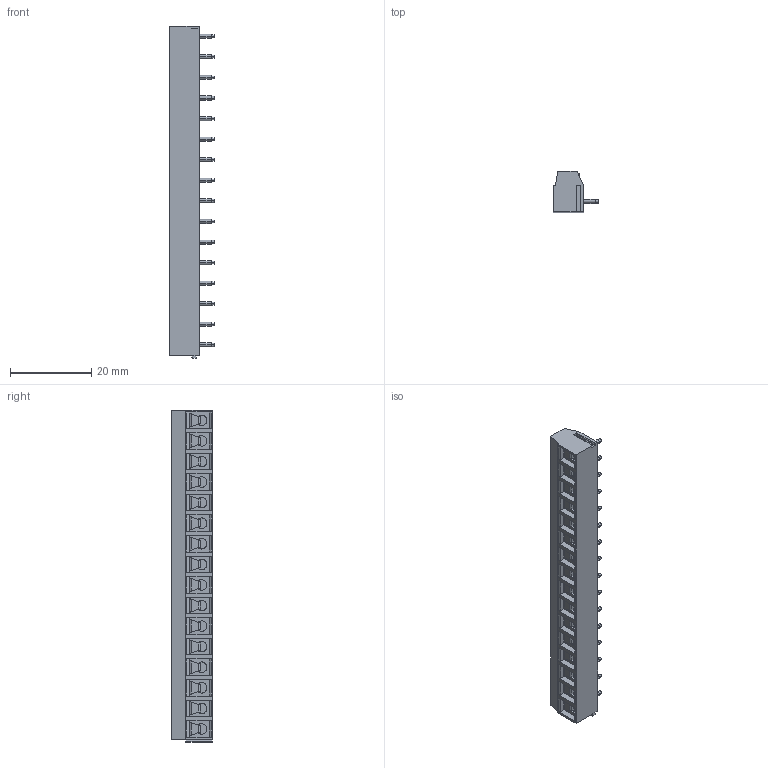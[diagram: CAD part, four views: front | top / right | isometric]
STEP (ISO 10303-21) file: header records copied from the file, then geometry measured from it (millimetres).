
FILE_DESCRIPTION((''),'2;1');
FILE_NAME('TL301R','2024-12-11T',('yanfa'),(''),'PRO/ENGINEER BY PARAMETRIC TECHNOLOGY CORPORATION, 2009280','PRO/ENGINEER BY PARAMETRIC TECHNOLOGY CORPORATION, 2009280','');
FILE_SCHEMA(('AUTOMOTIVE_DESIGN_CC2 { 1 2 10303 214 -1 1 5 2 }'));
Length unit declared in the file: millimetre
Products named in the file (1): TL301R
Bounding box: 11.2 x 10 x 81.97 mm (x, y, z)
Volume: 4669.3 mm3; surface area: 4940 mm2
Topology: 1 solids, 1 shells, 993 faces, 2544 edges, 1617 vertices
Faces by surface type: plane 524, cylinder 311, cone 96, torus 32, sphere 30
Entity records: 31156 total; most frequent: CARTESIAN_POINT 6860, DIRECTION 5071, ORIENTED_EDGE 5028, EDGE_CURVE 2514, AXIS2_PLACEMENT_3D 1771, VERTEX_POINT 1617, VECTOR 1529, LINE 1529
